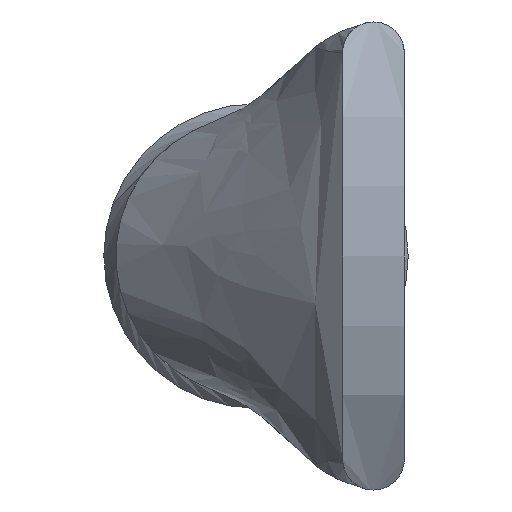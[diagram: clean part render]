
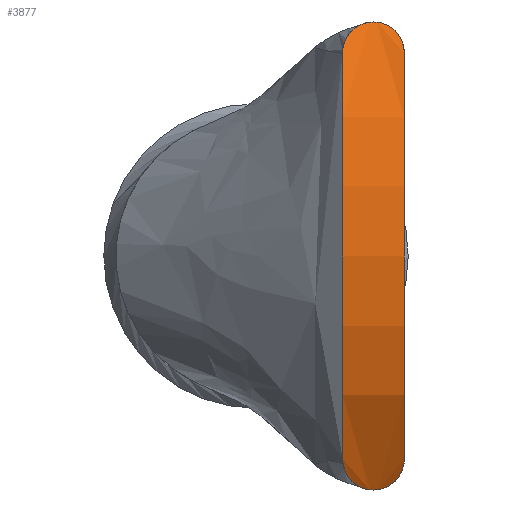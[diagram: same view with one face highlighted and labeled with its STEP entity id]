
A CAD part, left-side view. The second image highlights one B-rep face of the part: STEP entity #3877.
In plain terms, the highlighted cylindrical face has radius 17.623 mm (diameter 35.246 mm), a partial arc.
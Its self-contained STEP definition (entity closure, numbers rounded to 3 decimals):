
#132 = CARTESIAN_POINT ( 'NONE',  ( 5.431, 1.27, 0. ) ) ;
#166 = CARTESIAN_POINT ( 'NONE',  ( -9.34, -0.361, -9.612 ) ) ;
#201 = DIRECTION ( 'NONE',  ( 0., 0., -1. ) ) ;
#218 = CARTESIAN_POINT ( 'NONE',  ( -9.495, 0.814, 9.37 ) ) ;
#225 = FACE_OUTER_BOUND ( 'NONE', #3469, .T. ) ;
#235 = CARTESIAN_POINT ( 'NONE',  ( -9.643, -1.04, -9.13 ) ) ;
#243 = CARTESIAN_POINT ( 'NONE',  ( -9.432, 0.68, -9.469 ) ) ;
#369 = CIRCLE ( 'NONE', #3414, 17.623 ) ;
#390 = CARTESIAN_POINT ( 'NONE',  ( -9.771, -1.155, 8.915 ) ) ;
#528 = ORIENTED_EDGE ( 'NONE', *, *, #3145, .T. ) ;
#529 = CARTESIAN_POINT ( 'NONE',  ( -9.647, 1.034, -9.124 ) ) ;
#551 = CARTESIAN_POINT ( 'NONE',  ( -9.608, 0.986, -9.187 ) ) ;
#557 = CARTESIAN_POINT ( 'NONE',  ( -9.314, 0., -9.652 ) ) ;
#573 = CARTESIAN_POINT ( 'NONE',  ( -9.643, 1.039, 9.131 ) ) ;
#587 = CARTESIAN_POINT ( 'NONE',  ( -9.727, -1.126, -8.991 ) ) ;
#594 = CARTESIAN_POINT ( 'NONE',  ( -9.856, 1.213, -8.768 ) ) ;
#607 = VERTEX_POINT ( 'NONE', #1123 ) ;
#720 = CARTESIAN_POINT ( 'NONE',  ( -9.899, -1.234, 8.693 ) ) ;
#741 = CARTESIAN_POINT ( 'NONE',  ( -9.857, -1.213, 8.767 ) ) ;
#744 = AXIS2_PLACEMENT_3D ( 'NONE', #4448, #2228, #3303 ) ;
#761 = CARTESIAN_POINT ( 'NONE',  ( -10.071, 1.27, 8.382 ) ) ;
#874 = CARTESIAN_POINT ( 'NONE',  ( -9.314, 0.045, -9.652 ) ) ;
#899 = CARTESIAN_POINT ( 'NONE',  ( -9.899, 1.234, -8.693 ) ) ;
#921 = CARTESIAN_POINT ( 'NONE',  ( -9.314, 0., -9.652 ) ) ;
#943 = CARTESIAN_POINT ( 'NONE',  ( -9.346, -0.359, 9.603 ) ) ;
#966 = CARTESIAN_POINT ( 'NONE',  ( -9.433, -0.682, 9.467 ) ) ;
#1069 = CARTESIAN_POINT ( 'NONE',  ( -9.985, -1.263, 8.54 ) ) ;
#1093 = EDGE_CURVE ( 'NONE', #3834, #2010, #2844, .T. ) ;
#1123 = CARTESIAN_POINT ( 'NONE',  ( -10.071, -1.27, 8.382 ) ) ;
#1236 = CARTESIAN_POINT ( 'NONE',  ( -9.34, 0.358, 9.613 ) ) ;
#1260 = CARTESIAN_POINT ( 'NONE',  ( -9.985, 1.27, 8.541 ) ) ;
#1277 = CARTESIAN_POINT ( 'NONE',  ( -10.071, -1.27, -8.382 ) ) ;
#1307 = CARTESIAN_POINT ( 'NONE',  ( -9.363, 0.439, -9.577 ) ) ;
#1482 = VERTEX_POINT ( 'NONE', #3632 ) ;
#1499 = AXIS2_PLACEMENT_3D ( 'NONE', #1572, #1645, #3101 ) ;
#1539 = CARTESIAN_POINT ( 'NONE',  ( -9.647, -1.035, 9.123 ) ) ;
#1572 = CARTESIAN_POINT ( 'NONE',  ( 5.431, 1.27, 0. ) ) ;
#1591 = CARTESIAN_POINT ( 'NONE',  ( -9.345, 0.356, -9.604 ) ) ;
#1633 = CARTESIAN_POINT ( 'NONE',  ( -9.985, -1.27, -8.54 ) ) ;
#1645 = DIRECTION ( 'NONE',  ( 0., -1., 0. ) ) ;
#1688 = CARTESIAN_POINT ( 'NONE',  ( -9.327, -0.228, 9.632 ) ) ;
#1835 = CARTESIAN_POINT ( 'NONE',  ( -9.729, -1.12, 8.987 ) ) ;
#1900 = ORIENTED_EDGE ( 'NONE', *, *, #4489, .F. ) ;
#1988 = CARTESIAN_POINT ( 'NONE',  ( -9.431, -0.675, -9.471 ) ) ;
#1998 = CARTESIAN_POINT ( 'NONE',  ( -10.071, 1.27, 8.382 ) ) ;
#2010 = VERTEX_POINT ( 'NONE', #3491 ) ;
#2014 = CARTESIAN_POINT ( 'NONE',  ( -9.314, 0., -9.652 ) ) ;
#2037 = CARTESIAN_POINT ( 'NONE',  ( -9.314, -0.178, -9.652 ) ) ;
#2046 = CARTESIAN_POINT ( 'NONE',  ( -9.316, -0.095, 9.649 ) ) ;
#2189 = CIRCLE ( 'NONE', #744, 17.623 ) ;
#2228 = DIRECTION ( 'NONE',  ( 0., -1., 0. ) ) ;
#2256 = VERTEX_POINT ( 'NONE', #761 ) ;
#2332 = CARTESIAN_POINT ( 'NONE',  ( -9.496, 0.817, -9.369 ) ) ;
#2357 = CARTESIAN_POINT ( 'NONE',  ( -9.728, 1.119, -8.988 ) ) ;
#2403 = CARTESIAN_POINT ( 'NONE',  ( -9.314, -0.048, 9.652 ) ) ;
#2429 = CARTESIAN_POINT ( 'NONE',  ( -9.322, -0.185, 9.639 ) ) ;
#2710 = CARTESIAN_POINT ( 'NONE',  ( -9.322, 0.181, -9.64 ) ) ;
#2750 = CARTESIAN_POINT ( 'NONE',  ( -9.496, -0.816, -9.369 ) ) ;
#2758 = CARTESIAN_POINT ( 'NONE',  ( -9.326, 0.225, -9.633 ) ) ;
#2844 = B_SPLINE_CURVE_WITH_KNOTS ( 'NONE', 3,
 ( #2014, #2037, #166, #1988, #2750, #235, #587, #3495, #1633, #1277 ),
 .UNSPECIFIED., .F., .F.,
 ( 4, 2, 2, 2, 4 ),
 ( 0.501, 0.626, 0.75, 0.875, 1. ),
 .UNSPECIFIED. ) ;
#2887 = CARTESIAN_POINT ( 'NONE',  ( -10.071, -1.27, 8.382 ) ) ;
#2962 = ORIENTED_EDGE ( 'NONE', *, *, #1093, .T. ) ;
#2995 = CARTESIAN_POINT ( 'NONE',  ( -9.609, -0.987, 9.185 ) ) ;
#3101 = DIRECTION ( 'NONE',  ( 0., 0., -1. ) ) ;
#3130 = EDGE_CURVE ( 'NONE', #607, #2256, #3517, .T. ) ;
#3139 = CARTESIAN_POINT ( 'NONE',  ( -9.313, 0.174, 9.653 ) ) ;
#3145 = EDGE_CURVE ( 'NONE', #1482, #3834, #4136, .T. ) ;
#3303 = DIRECTION ( 'NONE',  ( 0., 0., -1. ) ) ;
#3407 = CARTESIAN_POINT ( 'NONE',  ( -9.43, 0.673, 9.473 ) ) ;
#3414 = AXIS2_PLACEMENT_3D ( 'NONE', #132, #3464, #201 ) ;
#3455 = CARTESIAN_POINT ( 'NONE',  ( -10.028, 1.27, -8.461 ) ) ;
#3464 = DIRECTION ( 'NONE',  ( 0., -1., 0. ) ) ;
#3469 = EDGE_LOOP ( 'NONE', ( #4205, #528, #2962, #1900, #3645 ) ) ;
#3491 = CARTESIAN_POINT ( 'NONE',  ( -10.071, -1.27, -8.382 ) ) ;
#3495 = CARTESIAN_POINT ( 'NONE',  ( -9.898, -1.241, -8.696 ) ) ;
#3503 = CARTESIAN_POINT ( 'NONE',  ( -9.315, 0.091, -9.65 ) ) ;
#3517 = B_SPLINE_CURVE_WITH_KNOTS ( 'NONE', 3,
 ( #2887, #4346, #1069, #720, #741, #390, #1835, #1539, #2995, #4453, #966, #4216, #943, #1688, #2429, #2046, #2403, #3139, #1236, #3407, #218, #573, #4602, #3858, #1260, #1998 ),
 .UNSPECIFIED., .F., .F.,
 ( 4, 2, 2, 2, 2, 2, 2, 2, 2, 2, 2, 2, 4 ),
 ( 0., 0.062, 0.125, 0.187, 0.25, 0.375, 0.437, 0.469, 0.5, 0.625, 0.75, 0.875, 1. ),
 .UNSPECIFIED. ) ;
#3632 = CARTESIAN_POINT ( 'NONE',  ( -10.071, 1.27, -8.382 ) ) ;
#3645 = ORIENTED_EDGE ( 'NONE', *, *, #3130, .T. ) ;
#3834 = VERTEX_POINT ( 'NONE', #557 ) ;
#3835 = CARTESIAN_POINT ( 'NONE',  ( -10.071, 1.27, -8.382 ) ) ;
#3858 = CARTESIAN_POINT ( 'NONE',  ( -9.898, 1.241, 8.697 ) ) ;
#3859 = EDGE_CURVE ( 'NONE', #2256, #1482, #369, .T. ) ;
#3877 = ADVANCED_FACE ( 'NONE', ( #225 ), #4200, .T. ) ;
#4136 = B_SPLINE_CURVE_WITH_KNOTS ( 'NONE', 3,
 ( #3835, #3455, #4239, #899, #594, #4144, #2357, #529, #551, #2332, #243, #1307, #1591, #2758, #2710, #3503, #874, #921 ),
 .UNSPECIFIED., .F., .F.,
 ( 4, 2, 2, 2, 2, 2, 2, 2, 4 ),
 ( 0., 0.063, 0.125, 0.188, 0.25, 0.376, 0.438, 0.47, 0.501 ),
 .UNSPECIFIED. ) ;
#4144 = CARTESIAN_POINT ( 'NONE',  ( -9.77, 1.155, -8.916 ) ) ;
#4200 = CYLINDRICAL_SURFACE ( 'NONE', #1499, 17.623 ) ;
#4205 = ORIENTED_EDGE ( 'NONE', *, *, #3859, .T. ) ;
#4216 = CARTESIAN_POINT ( 'NONE',  ( -9.363, -0.442, 9.576 ) ) ;
#4239 = CARTESIAN_POINT ( 'NONE',  ( -9.985, 1.263, -8.54 ) ) ;
#4346 = CARTESIAN_POINT ( 'NONE',  ( -10.028, -1.27, 8.461 ) ) ;
#4448 = CARTESIAN_POINT ( 'NONE',  ( 5.431, -1.27, 0. ) ) ;
#4453 = CARTESIAN_POINT ( 'NONE',  ( -9.497, -0.818, 9.367 ) ) ;
#4489 = EDGE_CURVE ( 'NONE', #607, #2010, #2189, .T. ) ;
#4602 = CARTESIAN_POINT ( 'NONE',  ( -9.726, 1.125, 8.992 ) ) ;
